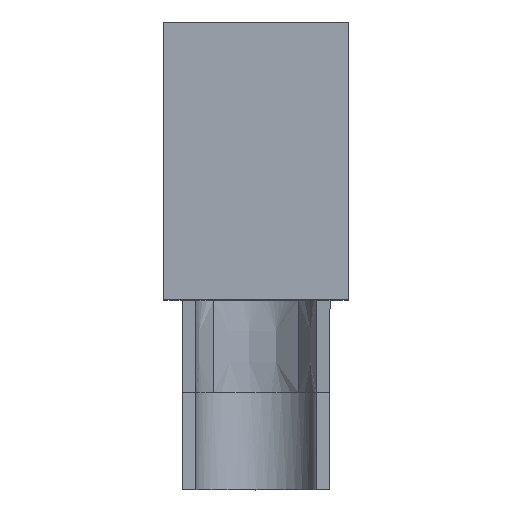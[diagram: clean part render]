
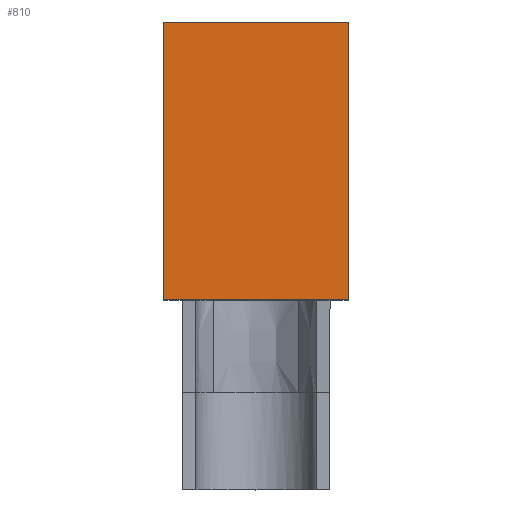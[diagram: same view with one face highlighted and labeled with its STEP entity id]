
A CAD part, top view. The second image highlights one B-rep face of the part: STEP entity #810.
In plain terms, the highlighted planar face has unit normal (0, 0, 1).
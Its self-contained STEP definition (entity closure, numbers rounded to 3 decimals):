
#56=PLANE('',#889);
#101=FACE_OUTER_BOUND('',#147,.T.);
#147=EDGE_LOOP('',(#756,#757,#758,#759));
#197=LINE('',#1354,#285);
#219=LINE('',#1410,#307);
#233=LINE('',#1439,#321);
#235=LINE('',#1442,#323);
#285=VECTOR('',#1019,10.);
#307=VECTOR('',#1073,10.);
#321=VECTOR('',#1103,10.);
#323=VECTOR('',#1107,10.);
#391=VERTEX_POINT('',#1351);
#392=VERTEX_POINT('',#1353);
#410=VERTEX_POINT('',#1408);
#417=VERTEX_POINT('',#1438);
#486=EDGE_CURVE('',#392,#391,#197,.T.);
#515=EDGE_CURVE('',#391,#410,#219,.T.);
#529=EDGE_CURVE('',#417,#392,#233,.T.);
#531=EDGE_CURVE('',#410,#417,#235,.T.);
#756=ORIENTED_EDGE('',*,*,#531,.T.);
#757=ORIENTED_EDGE('',*,*,#529,.T.);
#758=ORIENTED_EDGE('',*,*,#486,.T.);
#759=ORIENTED_EDGE('',*,*,#515,.T.);
#810=ADVANCED_FACE('',(#101),#56,.T.);
#889=AXIS2_PLACEMENT_3D('',#1443,#1108,#1109);
#1019=DIRECTION('',(1.,0.,0.));
#1073=DIRECTION('',(0.,1.,0.));
#1103=DIRECTION('',(0.,-1.,0.));
#1107=DIRECTION('',(-1.,0.,0.));
#1108=DIRECTION('center_axis',(0.,0.,1.));
#1109=DIRECTION('ref_axis',(1.,0.,0.));
#1351=CARTESIAN_POINT('',(0.,0.,5.));
#1353=CARTESIAN_POINT('',(-40.,0.,5.));
#1354=CARTESIAN_POINT('',(0.,0.,5.));
#1408=CARTESIAN_POINT('',(0.,60.,5.));
#1410=CARTESIAN_POINT('',(0.,60.,5.));
#1438=CARTESIAN_POINT('',(-40.,60.,5.));
#1439=CARTESIAN_POINT('',(-40.,0.,5.));
#1442=CARTESIAN_POINT('',(-40.,60.,5.));
#1443=CARTESIAN_POINT('Origin',(-20.,30.,5.));
